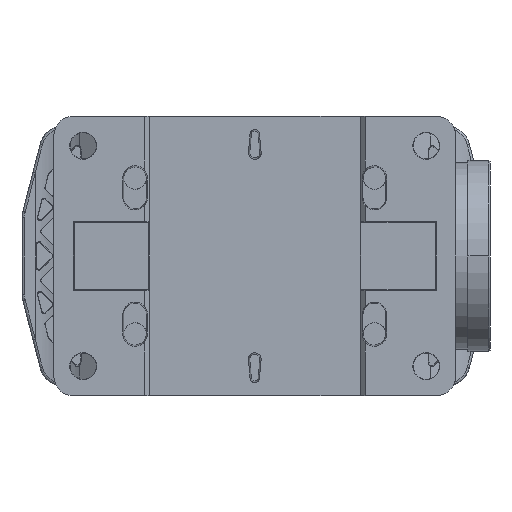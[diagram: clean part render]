
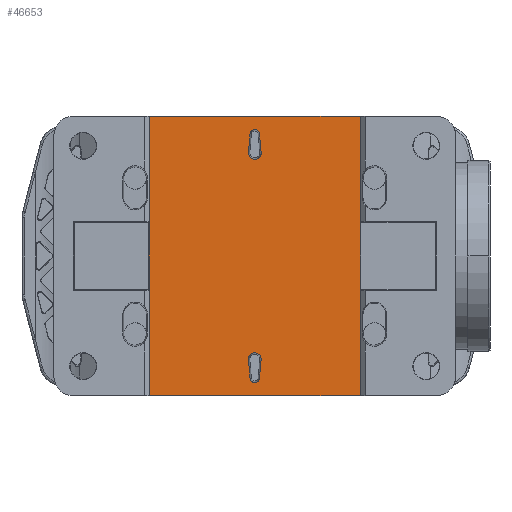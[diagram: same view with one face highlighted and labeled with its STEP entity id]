
A CAD part, front view. The second image highlights one B-rep face of the part: STEP entity #46653.
In plain terms, the highlighted planar face has unit normal (0, -1, 0).
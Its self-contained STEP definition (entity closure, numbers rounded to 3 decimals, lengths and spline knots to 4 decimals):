
#7803=DIRECTION('',(-1.,0.,0.));
#7804=VECTOR('',#7803,1.6929);
#7805=CARTESIAN_POINT('',(-3.6904,0.8724,
1.122));
#7806=LINE('',#7805,#7804);
#7807=DIRECTION('',(1.,0.,0.));
#7808=VECTOR('',#7807,1.6929);
#7809=CARTESIAN_POINT('',(-5.3833,0.8724,
-1.122));
#7810=LINE('',#7809,#7808);
#7811=DIRECTION('',(-0.087,0.,0.996));
#7812=VECTOR('',#7811,0.1491);
#7813=CARTESIAN_POINT('',(-4.5751,0.8724,
-0.981));
#7814=LINE('',#7813,#7812);
#7815=CARTESIAN_POINT('',(-4.5369,0.8724,
-0.9777));
#7816=DIRECTION('',(0.,1.,0.));
#7817=DIRECTION('',(0.996,0.,-0.087));
#7818=AXIS2_PLACEMENT_3D('',#7815,#7816,#7817);
#7820=DIRECTION('',(-0.087,0.,-0.996));
#7821=VECTOR('',#7820,0.1491);
#7822=CARTESIAN_POINT('',(-4.4856,0.8724,
-0.8325));
#7823=LINE('',#7822,#7821);
#7824=CARTESIAN_POINT('',(-4.5369,0.8724,
-0.828));
#7825=DIRECTION('',(0.,1.,0.));
#7826=DIRECTION('',(0.,0.,1.));
#7827=AXIS2_PLACEMENT_3D('',#7824,#7825,#7826);
#7829=CARTESIAN_POINT('',(-4.5369,0.8724,
-0.828));
#7830=DIRECTION('',(0.,1.,0.));
#7831=DIRECTION('',(-0.996,0.,-0.087));
#7832=AXIS2_PLACEMENT_3D('',#7829,#7830,#7831);
#7834=CARTESIAN_POINT('',(-4.4856,0.8724,
0.8323));
#7835=CARTESIAN_POINT('',(-4.4855,0.8724,
0.8306));
#7836=CARTESIAN_POINT('',(-4.4854,0.8724,
0.8272));
#7837=CARTESIAN_POINT('',(-4.4857,0.8724,
0.822));
#7838=CARTESIAN_POINT('',(-4.4866,0.8724,
0.8168));
#7839=CARTESIAN_POINT('',(-4.488,0.8724,
0.8117));
#7840=CARTESIAN_POINT('',(-4.49,0.8724,
0.8067));
#7841=CARTESIAN_POINT('',(-4.4924,0.8724,
0.8019));
#7842=CARTESIAN_POINT('',(-4.4954,0.8724,
0.7974));
#7843=CARTESIAN_POINT('',(-4.4988,0.8724,
0.7933));
#7844=CARTESIAN_POINT('',(-4.5026,0.8724,
0.7895));
#7845=CARTESIAN_POINT('',(-4.5068,0.8724,
0.7862));
#7846=CARTESIAN_POINT('',(-4.5113,0.8724,
0.7833));
#7847=CARTESIAN_POINT('',(-4.5161,0.8724,
0.7809));
#7848=CARTESIAN_POINT('',(-4.521,0.8724,
0.779));
#7849=CARTESIAN_POINT('',(-4.5262,0.8724,
0.7776));
#7850=CARTESIAN_POINT('',(-4.5315,0.8724,
0.7768));
#7851=CARTESIAN_POINT('',(-4.5369,0.8724,
0.7765));
#7852=CARTESIAN_POINT('',(-4.5422,0.8724,
0.7768));
#7853=CARTESIAN_POINT('',(-4.5475,0.8724,
0.7776));
#7854=CARTESIAN_POINT('',(-4.5527,0.8724,
0.779));
#7855=CARTESIAN_POINT('',(-4.5577,0.8724,
0.7809));
#7856=CARTESIAN_POINT('',(-4.5625,0.8724,
0.7833));
#7857=CARTESIAN_POINT('',(-4.567,0.8724,
0.7862));
#7858=CARTESIAN_POINT('',(-4.5711,0.8724,
0.7895));
#7859=CARTESIAN_POINT('',(-4.5749,0.8724,
0.7933));
#7860=CARTESIAN_POINT('',(-4.5783,0.8724,
0.7974));
#7861=CARTESIAN_POINT('',(-4.5813,0.8724,
0.8019));
#7862=CARTESIAN_POINT('',(-4.5838,0.8724,
0.8067));
#7863=CARTESIAN_POINT('',(-4.5857,0.8724,
0.8117));
#7864=CARTESIAN_POINT('',(-4.5871,0.8724,
0.8168));
#7865=CARTESIAN_POINT('',(-4.588,0.8724,
0.822));
#7866=CARTESIAN_POINT('',(-4.5884,0.8724,
0.8272));
#7867=CARTESIAN_POINT('',(-4.5883,0.8724,
0.8306));
#7868=CARTESIAN_POINT('',(-4.5881,0.8724,
0.8323));
#7870=DIRECTION('',(0.087,0.,-0.996));
#7871=VECTOR('',#7870,0.1492);
#7872=CARTESIAN_POINT('',(-4.4986,0.8724,
0.981));
#7873=LINE('',#7872,#7871);
#7874=CARTESIAN_POINT('',(-4.5369,0.8724,
0.9777));
#7875=DIRECTION('',(0.,1.,0.));
#7876=DIRECTION('',(0.,0.,1.));
#7877=AXIS2_PLACEMENT_3D('',#7874,#7875,#7876);
#7879=CARTESIAN_POINT('',(-4.5369,0.8724,
0.9777));
#7880=DIRECTION('',(0.,1.,0.));
#7881=DIRECTION('',(-0.996,0.,0.087));
#7882=AXIS2_PLACEMENT_3D('',#7879,#7880,#7881);
#7884=DIRECTION('',(0.087,0.,0.996));
#7885=VECTOR('',#7884,0.1492);
#7886=CARTESIAN_POINT('',(-4.5881,0.8724,
0.8324));
#7887=LINE('',#7886,#7885);
#7910=DIRECTION('',(0.,0.,1.));
#7911=VECTOR('',#7910,0.8469);
#7912=CARTESIAN_POINT('',(-5.3836,0.8722,
0.2751));
#7913=LINE('',#7912,#7911);
#8060=DIRECTION('',(0.,0.,1.));
#8061=VECTOR('',#8060,0.5502);
#8062=CARTESIAN_POINT('',(-5.3836,0.8722,
-0.2751));
#8063=LINE('',#8062,#8061);
#8104=DIRECTION('',(0.,0.,1.));
#8105=VECTOR('',#8104,0.8469);
#8106=CARTESIAN_POINT('',(-5.3833,0.8724,
-1.122));
#8107=LINE('',#8106,#8105);
#8224=DIRECTION('',(0.,0.,-1.));
#8225=VECTOR('',#8224,0.8469);
#8226=CARTESIAN_POINT('',(-3.6901,0.8722,
-0.2751));
#8227=LINE('',#8226,#8225);
#8312=DIRECTION('',(0.,0.,-1.));
#8313=VECTOR('',#8312,0.5502);
#8314=CARTESIAN_POINT('',(-3.6901,0.8722,
0.2751));
#8315=LINE('',#8314,#8313);
#8363=DIRECTION('',(0.,0.,-1.));
#8364=VECTOR('',#8363,0.8469);
#8365=CARTESIAN_POINT('',(-3.6904,0.8724,
1.122));
#8366=LINE('',#8365,#8364);
#34849=CARTESIAN_POINT('',(-4.5751,0.8724,
-0.981));
#34850=CARTESIAN_POINT('',(-4.5881,0.8724,
-0.8325));
#34851=VERTEX_POINT('',#34849);
#34852=VERTEX_POINT('',#34850);
#34853=CARTESIAN_POINT('',(-4.5369,0.8724,
-0.7766));
#34854=CARTESIAN_POINT('',(-4.4856,0.8724,
-0.8325));
#34855=VERTEX_POINT('',#34853);
#34856=VERTEX_POINT('',#34854);
#34857=CARTESIAN_POINT('',(-4.4986,0.8724,
-0.981));
#34858=VERTEX_POINT('',#34857);
#34859=CARTESIAN_POINT('',(-5.3836,0.8722,
0.2751));
#34860=CARTESIAN_POINT('',(-5.3833,0.8724,
1.122));
#34861=VERTEX_POINT('',#34859);
#34862=VERTEX_POINT('',#34860);
#34863=CARTESIAN_POINT('',(-5.3836,0.8722,
-0.2751));
#34864=VERTEX_POINT('',#34863);
#34865=CARTESIAN_POINT('',(-5.3833,0.8724,
-1.122));
#34866=VERTEX_POINT('',#34865);
#34867=CARTESIAN_POINT('',(-3.6904,0.8724,
-1.122));
#34868=VERTEX_POINT('',#34867);
#34869=CARTESIAN_POINT('',(-3.6901,0.8722,
-0.2751));
#34870=VERTEX_POINT('',#34869);
#34871=CARTESIAN_POINT('',(-3.6901,0.8722,
0.2751));
#34872=VERTEX_POINT('',#34871);
#34873=CARTESIAN_POINT('',(-3.6904,0.8724,
1.122));
#34874=VERTEX_POINT('',#34873);
#34875=VERTEX_POINT('',#7834);
#34876=VERTEX_POINT('',#7868);
#34877=CARTESIAN_POINT('',(-4.5751,0.8724,
0.981));
#34878=VERTEX_POINT('',#34877);
#34879=CARTESIAN_POINT('',(-4.5369,0.8724,
1.0161));
#34880=VERTEX_POINT('',#34879);
#34881=CARTESIAN_POINT('',(-4.4986,0.8724,
0.981));
#34882=VERTEX_POINT('',#34881);
#46607=CARTESIAN_POINT('',(-5.3833,0.8724,
-1.5354));
#46608=DIRECTION('',(0.,-1.,0.));
#46609=DIRECTION('',(0.,0.,-1.));
#46610=AXIS2_PLACEMENT_3D('',#46607,#46608,#46609);
#46611=PLANE('',#46610);
#46613=ORIENTED_EDGE('',*,*,#46612,.T.);
#46614=ORIENTED_EDGE('',*,*,#46577,.F.);
#46616=ORIENTED_EDGE('',*,*,#46615,.T.);
#46618=ORIENTED_EDGE('',*,*,#46617,.T.);
#46620=ORIENTED_EDGE('',*,*,#46619,.T.);
#46622=ORIENTED_EDGE('',*,*,#46621,.F.);
#46624=ORIENTED_EDGE('',*,*,#46623,.T.);
#46626=ORIENTED_EDGE('',*,*,#46625,.T.);
#46627=EDGE_LOOP('',(#46613,#46614,#46616,#46618,#46620,#46622,#46624,#46626));
#46628=FACE_OUTER_BOUND('',#46627,.F.);
#46630=ORIENTED_EDGE('',*,*,#46629,.F.);
#46632=ORIENTED_EDGE('',*,*,#46631,.F.);
#46634=ORIENTED_EDGE('',*,*,#46633,.F.);
#46636=ORIENTED_EDGE('',*,*,#46635,.F.);
#46638=ORIENTED_EDGE('',*,*,#46637,.F.);
#46639=EDGE_LOOP('',(#46630,#46632,#46634,#46636,#46638));
#46640=FACE_BOUND('',#46639,.F.);
#46642=ORIENTED_EDGE('',*,*,#46641,.F.);
#46644=ORIENTED_EDGE('',*,*,#46643,.F.);
#46646=ORIENTED_EDGE('',*,*,#46645,.F.);
#46648=ORIENTED_EDGE('',*,*,#46647,.F.);
#46650=ORIENTED_EDGE('',*,*,#46649,.F.);
#46651=EDGE_LOOP('',(#46642,#46644,#46646,#46648,#46650));
#46652=FACE_BOUND('',#46651,.F.);
#46653=ADVANCED_FACE('',(#46628,#46640,#46652),#46611,.T.);
#7819=CIRCLE('',#7818,0.0384);
#7828=CIRCLE('',#7827,0.0514);
#7833=CIRCLE('',#7832,0.0514);
#7869=B_SPLINE_CURVE_WITH_KNOTS('',3,(#7834,#7835,#7836,#7837,#7838,#7839,#7840,
#7841,#7842,#7843,#7844,#7845,#7846,#7847,#7848,#7849,#7850,#7851,#7852,#7853,
#7854,#7855,#7856,#7857,#7858,#7859,#7860,#7861,#7862,#7863,#7864,#7865,#7866,
#7867,#7868),.UNSPECIFIED.,.F.,.F.,(4,1,1,1,1,1,1,1,1,1,1,1,1,1,1,1,1,1,1,1,1,1,
1,1,1,1,1,1,1,1,1,1,4),(0.,0.0313,0.0625,0.0938,0.125,0.1563,
0.1875,0.2188,0.25,0.2813,0.3125,0.3438,0.375,0.4063,
0.4375,0.4688,0.5,0.5313,0.5625,0.5938,0.625,0.6563,
0.6875,0.7188,0.75,0.7813,0.8125,0.8438,0.875,0.9063,
0.9375,0.9688,1.),.UNSPECIFIED.);
#7878=CIRCLE('',#7877,0.0384);
#7883=CIRCLE('',#7882,0.0384);
#46577=EDGE_CURVE('',#34874,#34862,#7806,.T.);
#46612=EDGE_CURVE('',#34861,#34862,#7913,.T.);
#46615=EDGE_CURVE('',#34874,#34872,#8366,.T.);
#46617=EDGE_CURVE('',#34872,#34870,#8315,.T.);
#46619=EDGE_CURVE('',#34870,#34868,#8227,.T.);
#46621=EDGE_CURVE('',#34866,#34868,#7810,.T.);
#46623=EDGE_CURVE('',#34866,#34864,#8107,.T.);
#46625=EDGE_CURVE('',#34864,#34861,#8063,.T.);
#46629=EDGE_CURVE('',#34851,#34852,#7814,.T.);
#46631=EDGE_CURVE('',#34858,#34851,#7819,.T.);
#46633=EDGE_CURVE('',#34856,#34858,#7823,.T.);
#46635=EDGE_CURVE('',#34855,#34856,#7828,.T.);
#46637=EDGE_CURVE('',#34852,#34855,#7833,.T.);
#46641=EDGE_CURVE('',#34875,#34876,#7869,.T.);
#46643=EDGE_CURVE('',#34882,#34875,#7873,.T.);
#46645=EDGE_CURVE('',#34880,#34882,#7878,.T.);
#46647=EDGE_CURVE('',#34878,#34880,#7883,.T.);
#46649=EDGE_CURVE('',#34876,#34878,#7887,.T.);
